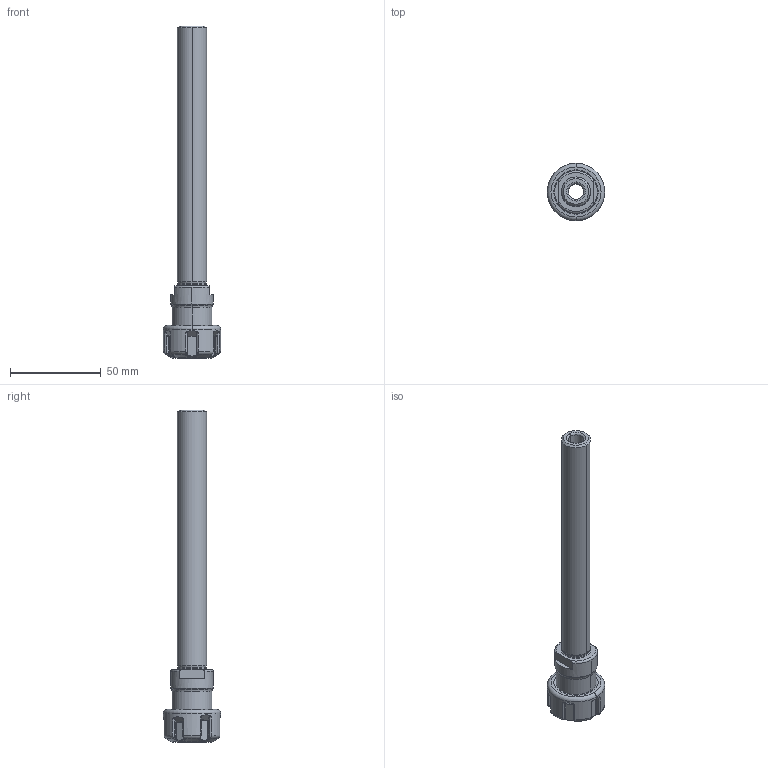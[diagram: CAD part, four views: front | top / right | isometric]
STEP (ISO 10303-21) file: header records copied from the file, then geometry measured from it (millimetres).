
FILE_DESCRIPTION((''),'2;1');
FILE_NAME('120_02_10','2020-09-16T',('103090'),(''),'CREO PARAMETRIC BY PTC INC, 2016260','CREO PARAMETRIC BY PTC INC, 2016260','');
FILE_SCHEMA(('CONFIG_CONTROL_DESIGN'));
Length unit declared in the file: millimetre
Products named in the file (1): 120_02_10
Bounding box: 31.6 x 31.6 x 182.8 mm (x, y, z)
Volume: 34104.9 mm3; surface area: 17989.3 mm2
Topology: 1 solids, 1 shells, 245 faces, 574 edges, 336 vertices
Faces by surface type: bspline 72, plane 61, cylinder 52, torus 34, cone 14, sphere 12
Entity records: 9858 total; most frequent: CARTESIAN_POINT 4748, ORIENTED_EDGE 1148, DIRECTION 886, EDGE_CURVE 574, VERTEX_POINT 336, AXIS2_PLACEMENT_3D 330, EDGE_LOOP 252, FACE_OUTER_BOUND 245
